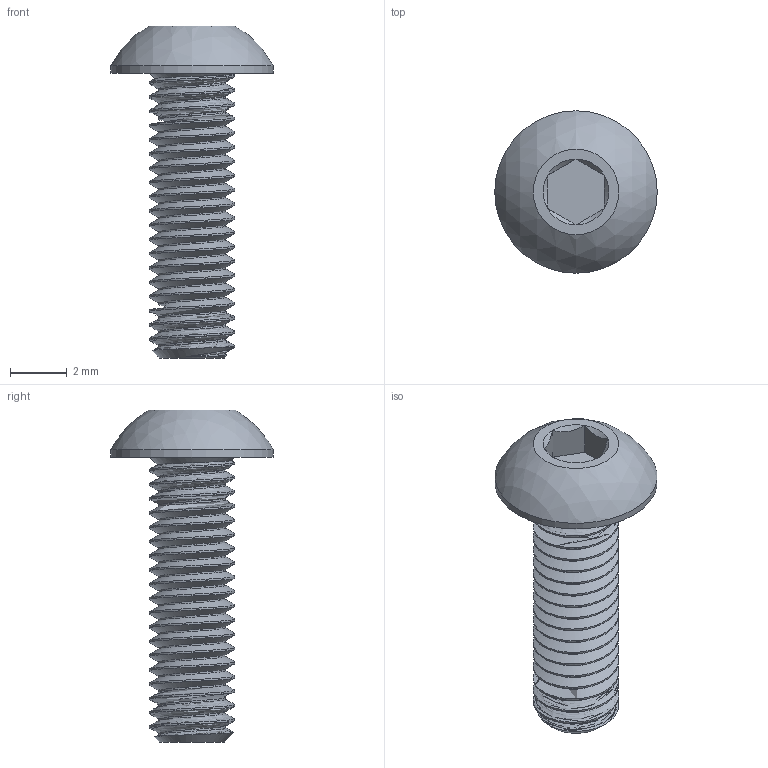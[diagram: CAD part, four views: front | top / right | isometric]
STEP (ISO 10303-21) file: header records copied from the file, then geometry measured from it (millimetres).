
FILE_DESCRIPTION(/* description */ (''),/* implementation_level */ '2;1');
FILE_NAME(/* name */ '92095A182_Button Head Hex Drive Screw_v1.step',/* time_stamp */ '2023-08-31T11:36:07-07:00',/* author */ (''),/* organization */ (''),/* preprocessor_version */ 'ST-DEVELOPER v20',/* originating_system */ 'Autodesk Translation Framework v12.9.0.99',/* authorisation */ '');
FILE_SCHEMA (('AUTOMOTIVE_DESIGN { 1 0 10303 214 3 1 1 }'));
Length unit declared in the file: millimetre
Products named in the file (1): 92095A182_Button Head Hex Drive Screw
Bounding box: 5.7 x 5.7 x 11.65 mm (x, y, z)
Volume: 83.1 mm3; surface area: 215.6 mm2
Topology: 1 solids, 1 shells, 64 faces, 164 edges, 105 vertices
Faces by surface type: cylinder 41, cone 10, plane 10, bspline 2, sphere 1
Full cylindrical faces by diameter (mm): 2.35 x18, 3 x18, 5.7 x1
Entity records: 5785 total; most frequent: CARTESIAN_POINT 4385, ORIENTED_EDGE 328, DIRECTION 214, EDGE_CURVE 164, VERTEX_POINT 105, B_SPLINE_CURVE_WITH_KNOTS 87, AXIS2_PLACEMENT_3D 80, EDGE_LOOP 67
